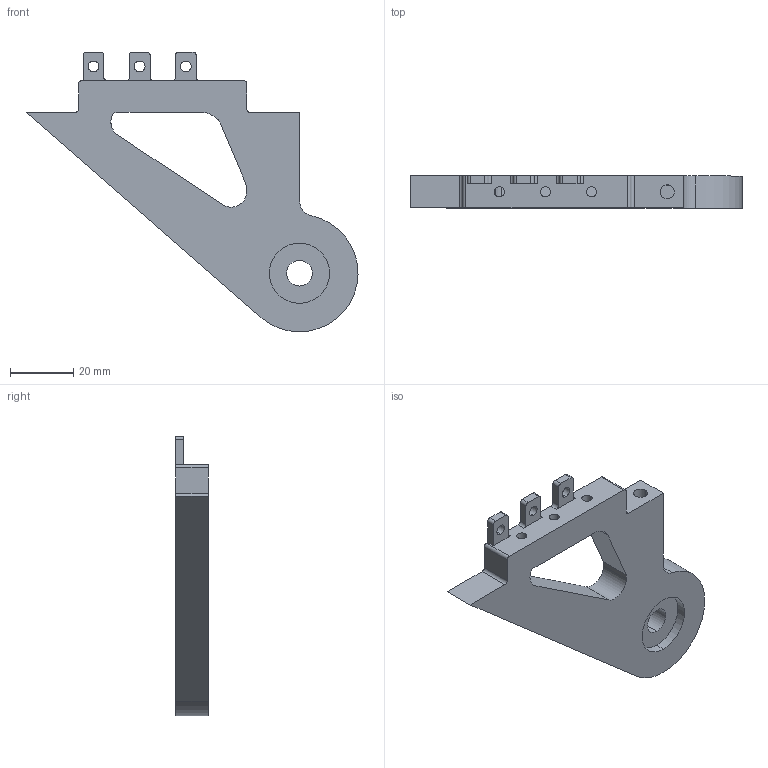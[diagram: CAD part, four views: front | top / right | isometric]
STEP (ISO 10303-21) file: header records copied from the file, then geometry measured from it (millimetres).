
FILE_DESCRIPTION (( 'STEP AP203' ), '1' );
FILE_NAME ('AtomWeaponArmsAP3.1.STEP', '2022-04-24T19:30:54', ( '' ), ( '' ), 'SwSTEP 2.0', 'SolidWorks 2021', '' );
FILE_SCHEMA (( 'CONFIG_CONTROL_DESIGN' ));
Length unit declared in the file: millimetre
Products named in the file (1): AtomWeaponArmsAP3.1
Bounding box: 104.86 x 10.16 x 88.3 mm (x, y, z)
Volume: 34472 mm3; surface area: 13130.6 mm2
Topology: 1 solids, 1 shells, 94 faces, 267 edges, 178 vertices
Faces by surface type: plane 51, cylinder 43
Entity records: 3188 total; most frequent: CARTESIAN_POINT 552, DIRECTION 541, ORIENTED_EDGE 534, EDGE_CURVE 267, AXIS2_PLACEMENT_3D 183, VERTEX_POINT 178, LINE 175, VECTOR 175
